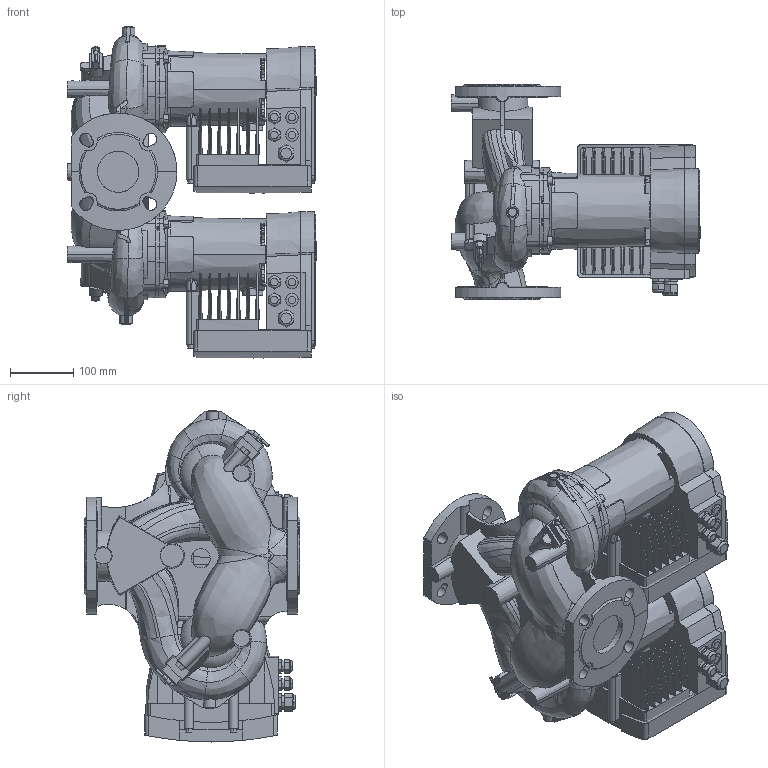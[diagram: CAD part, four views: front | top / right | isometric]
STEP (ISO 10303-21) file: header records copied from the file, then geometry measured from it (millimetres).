
FILE_DESCRIPTION (( 'STEP AP214' ), '1' );
FILE_NAME ('ModulA-D 65-8 340 RED.STEP', '2014-07-15T11:21:15', ( '' ), ( '' ), 'SwSTEP 2.0', 'SolidWorks 2011', '' );
FILE_SCHEMA (( 'AUTOMOTIVE_DESIGN' ));
Length unit declared in the file: millimetre
Products named in the file (1): ModulA-D 65-8 340 RED
Bounding box: 392.65 x 340 x 523.2 mm (x, y, z)
Volume: 20604997.8 mm3; surface area: 1798196.1 mm2
Topology: 23 solids, 27 shells, 2719 faces, 7326 edges, 4722 vertices
Faces by surface type: plane 986, bspline 810, cylinder 550, cone 284, torus 81, sphere 8
Entity records: 210678 total; most frequent: CARTESIAN_POINT 120606, ORIENTED_EDGE 14512, DIRECTION 9361, EDGE_CURVE 7256, VERTEX_POINT 4722, AXIS2_PLACEMENT_3D 3325, EDGE_LOOP 2884, B_SPLINE_CURVE_WITH_KNOTS 2816
